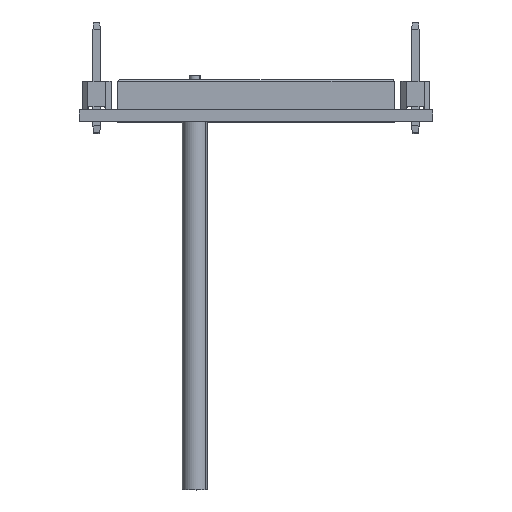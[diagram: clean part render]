
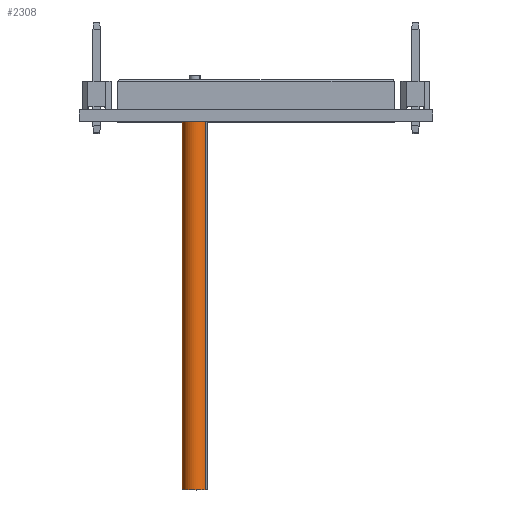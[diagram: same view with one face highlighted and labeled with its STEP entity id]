
A CAD part, top view. The second image highlights one B-rep face of the part: STEP entity #2308.
In plain terms, the highlighted cylindrical face has radius 0.864 mm (diameter 1.727 mm), a partial arc.
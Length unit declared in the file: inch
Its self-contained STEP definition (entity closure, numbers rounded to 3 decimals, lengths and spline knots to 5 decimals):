
#664 = CARTESIAN_POINT ( 'NONE',  ( 0.034, 0., 0.125 ) ) ;
#679 = CARTESIAN_POINT ( 'NONE',  ( -0.034, 0., 0.125 ) ) ;
#681 = CARTESIAN_POINT ( 'NONE',  ( 0.034, 0., 1.125 ) ) ;
#682 = CARTESIAN_POINT ( 'NONE',  ( -0.034, 0., 1.125 ) ) ;
#1169 = LINE ( 'NONE', #1170, #1255 ) ;
#1170 = CARTESIAN_POINT ( 'NONE',  ( -0.034, 0., 0.125 ) ) ;
#1177 = DIRECTION ( 'NONE',  ( 0., 0., 1. ) ) ;
#1178 = CARTESIAN_POINT ( 'NONE',  ( 0.034, 0., 0.125 ) ) ;
#1179 = CARTESIAN_POINT ( 'NONE',  ( 0., 0., 0.125 ) ) ;
#1180 = DIRECTION ( 'NONE',  ( 0., 0., 1. ) ) ;
#1181 = DIRECTION ( 'NONE',  ( 1., 0., 0. ) ) ;
#1182 = LINE ( 'NONE', #1178, #6625 ) ;
#1183 = CARTESIAN_POINT ( 'NONE',  ( 0., 0., 1.125 ) ) ;
#1184 = DIRECTION ( 'NONE',  ( 0., 0., 1. ) ) ;
#1185 = DIRECTION ( 'NONE',  ( 1., 0., 0. ) ) ;
#1187 = DIRECTION ( 'NONE',  ( 0., 0., 1. ) ) ;
#1255 = VECTOR ( 'NONE', #1177, 39.37008 ) ;
#2308 = ADVANCED_FACE ( 'NONE', ( #4699 ), #4702, .T. ) ;
#2974 = AXIS2_PLACEMENT_3D ( 'NONE', #1179, #1180, #1181 ) ;
#2982 = CIRCLE ( 'NONE', #2974, 0.034 ) ;
#3566 = ORIENTED_EDGE ( 'NONE', *, *, #7653, .T. ) ;
#3567 = ORIENTED_EDGE ( 'NONE', *, *, #7652, .T. ) ;
#3568 = ORIENTED_EDGE ( 'NONE', *, *, #7654, .F. ) ;
#3569 = ORIENTED_EDGE ( 'NONE', *, *, #7655, .F. ) ;
#4100 = EDGE_LOOP ( 'NONE', ( #3566, #3567, #3568, #3569 ) ) ;
#4689 = DIRECTION ( 'NONE',  ( 0., 0., 1. ) ) ;
#4699 = FACE_OUTER_BOUND ( 'NONE', #4100, .T. ) ;
#4700 = CARTESIAN_POINT ( 'NONE',  ( 0., 0., 0.125 ) ) ;
#4702 = CYLINDRICAL_SURFACE ( 'NONE', #6979, 0.034 ) ;
#4703 = DIRECTION ( 'NONE',  ( 1., 0., 0. ) ) ;
#5058 = VERTEX_POINT ( 'NONE', #664 ) ;
#5073 = VERTEX_POINT ( 'NONE', #679 ) ;
#5075 = VERTEX_POINT ( 'NONE', #681 ) ;
#5076 = VERTEX_POINT ( 'NONE', #682 ) ;
#6625 = VECTOR ( 'NONE', #1187, 39.37008 ) ;
#6979 = AXIS2_PLACEMENT_3D ( 'NONE', #4700, #4689, #4703 ) ;
#7504 = CIRCLE ( 'NONE', #7512, 0.034 ) ;
#7512 = AXIS2_PLACEMENT_3D ( 'NONE', #1183, #1184, #1185 ) ;
#7652 = EDGE_CURVE ( 'NONE', #5073, #5076, #1169, .T. ) ;
#7653 = EDGE_CURVE ( 'NONE', #5058, #5073, #2982, .T. ) ;
#7654 = EDGE_CURVE ( 'NONE', #5075, #5076, #7504, .T. ) ;
#7655 = EDGE_CURVE ( 'NONE', #5058, #5075, #1182, .T. ) ;
